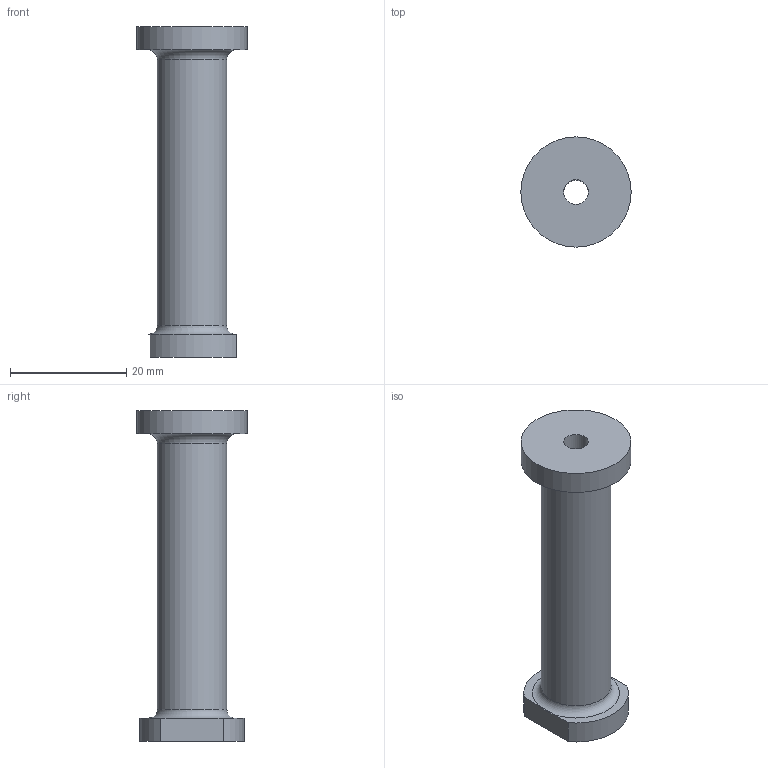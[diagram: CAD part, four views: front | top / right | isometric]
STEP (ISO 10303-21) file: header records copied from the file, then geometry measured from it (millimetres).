
FILE_DESCRIPTION(/* description */ (''),/* implementation_level */ '2;1');
FILE_NAME(/* name */ 'Colonette v1.step',/* time_stamp */ '2023-04-24T09:08:11+02:00',/* author */ (''),/* organization */ (''),/* preprocessor_version */ 'ST-DEVELOPER v19.2',/* originating_system */ 'Autodesk Translation Framework v12.4.0.73',/* authorisation */ '');
FILE_SCHEMA (('AUTOMOTIVE_DESIGN { 1 0 10303 214 3 1 1 }'));
Length unit declared in the file: millimetre
Products named in the file (2): Colonette; Composant1
Assembly tree (1 placements, depth 2):
  Colonette
    Composant1
Bounding box: 19 x 19 x 57 mm (x, y, z)
Volume: 6851.2 mm3; surface area: 3795.4 mm2
Topology: 1 solids, 1 shells, 14 faces, 31 edges, 20 vertices
Faces by surface type: plane 7, cylinder 5, torus 2
Full cylindrical faces by diameter (mm): 4.234 x1, 12 x1, 19 x1
Entity records: 454 total; most frequent: DIRECTION 83, CARTESIAN_POINT 68, ORIENTED_EDGE 62, AXIS2_PLACEMENT_3D 35, EDGE_CURVE 31, VERTEX_POINT 20, CIRCLE 18, EDGE_LOOP 17
